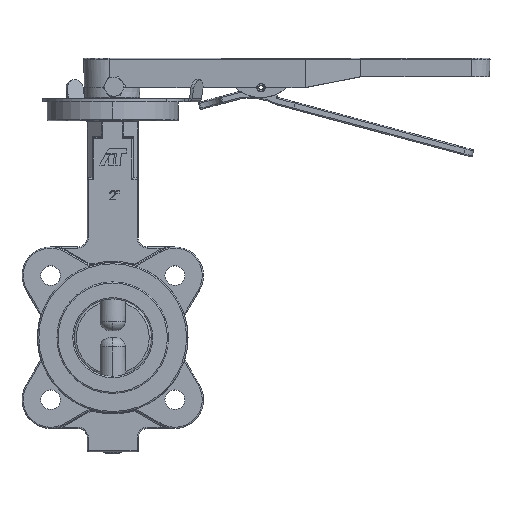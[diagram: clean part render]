
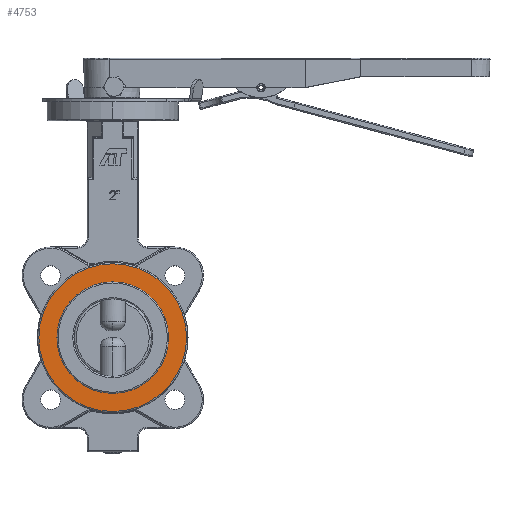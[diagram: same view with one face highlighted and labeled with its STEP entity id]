
A CAD part, top view. The second image highlights one B-rep face of the part: STEP entity #4753.
In plain terms, the highlighted planar face has unit normal (0, 0, 1).
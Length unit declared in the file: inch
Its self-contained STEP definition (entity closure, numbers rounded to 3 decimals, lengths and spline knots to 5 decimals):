
#93 = CARTESIAN_POINT ( 'NONE',  ( 0., 0., 0.84 ) ) ;
#2683 = CARTESIAN_POINT ( 'NONE',  ( 0., 0., 0.84 ) ) ;
#2810 = FACE_OUTER_BOUND ( 'NONE', #10041, .T. ) ;
#4753 = ADVANCED_FACE ( 'NONE', ( #2810, #8425 ), #14776, .T. ) ;
#4790 = DIRECTION ( 'NONE',  ( 1., 0., 0. ) ) ;
#5084 = VERTEX_POINT ( 'NONE', #25044 ) ;
#5601 = ORIENTED_EDGE ( 'NONE', *, *, #26059, .F. ) ;
#5768 = DIRECTION ( 'NONE',  ( 1., 0., 0. ) ) ;
#6465 = DIRECTION ( 'NONE',  ( 1., 0., 0. ) ) ;
#6929 = CIRCLE ( 'NONE', #21745, 1.51 ) ;
#8425 = FACE_BOUND ( 'NONE', #18306, .T. ) ;
#9022 = AXIS2_PLACEMENT_3D ( 'NONE', #37654, #17097, #6465 ) ;
#9462 = CIRCLE ( 'NONE', #20549, 1.99875 ) ;
#10041 = EDGE_LOOP ( 'NONE', ( #31609, #35421 ) ) ;
#10414 = DIRECTION ( 'NONE',  ( 0., 0., 1. ) ) ;
#10707 = ORIENTED_EDGE ( 'NONE', *, *, #15782, .F. ) ;
#10972 = EDGE_CURVE ( 'NONE', #35406, #31693, #9462, .T. ) ;
#13373 = VERTEX_POINT ( 'NONE', #19809 ) ;
#14463 = DIRECTION ( 'NONE',  ( 0., 0., 1. ) ) ;
#14776 = PLANE ( 'NONE',  #33190 ) ;
#15782 = EDGE_CURVE ( 'NONE', #5084, #13373, #37444, .T. ) ;
#16570 = CARTESIAN_POINT ( 'NONE',  ( -1.99875, 0., 0.84 ) ) ;
#16906 = CARTESIAN_POINT ( 'NONE',  ( 0., 0., 0.84 ) ) ;
#17097 = DIRECTION ( 'NONE',  ( 0., 0., 1. ) ) ;
#18306 = EDGE_LOOP ( 'NONE', ( #5601, #10707 ) ) ;
#19809 = CARTESIAN_POINT ( 'NONE',  ( 1.51, 0., 0.84 ) ) ;
#20549 = AXIS2_PLACEMENT_3D ( 'NONE', #16906, #34542, #31067 ) ;
#21745 = AXIS2_PLACEMENT_3D ( 'NONE', #38223, #10414, #4790 ) ;
#22923 = DIRECTION ( 'NONE',  ( 0., 0., 1. ) ) ;
#23194 = AXIS2_PLACEMENT_3D ( 'NONE', #2683, #14463, #5768 ) ;
#25044 = CARTESIAN_POINT ( 'NONE',  ( -1.51, 0., 0.84 ) ) ;
#26059 = EDGE_CURVE ( 'NONE', #13373, #5084, #6929, .T. ) ;
#29397 = CARTESIAN_POINT ( 'NONE',  ( 1.99875, 0., 0.84 ) ) ;
#29401 = CIRCLE ( 'NONE', #9022, 1.99875 ) ;
#31067 = DIRECTION ( 'NONE',  ( 1., 0., 0. ) ) ;
#31609 = ORIENTED_EDGE ( 'NONE', *, *, #33592, .T. ) ;
#31693 = VERTEX_POINT ( 'NONE', #29397 ) ;
#32197 = DIRECTION ( 'NONE',  ( 1., 0., 0. ) ) ;
#33190 = AXIS2_PLACEMENT_3D ( 'NONE', #93, #22923, #32197 ) ;
#33592 = EDGE_CURVE ( 'NONE', #31693, #35406, #29401, .T. ) ;
#34542 = DIRECTION ( 'NONE',  ( 0., 0., 1. ) ) ;
#35406 = VERTEX_POINT ( 'NONE', #16570 ) ;
#35421 = ORIENTED_EDGE ( 'NONE', *, *, #10972, .T. ) ;
#37444 = CIRCLE ( 'NONE', #23194, 1.51 ) ;
#37654 = CARTESIAN_POINT ( 'NONE',  ( 0., 0., 0.84 ) ) ;
#38223 = CARTESIAN_POINT ( 'NONE',  ( 0., 0., 0.84 ) ) ;
